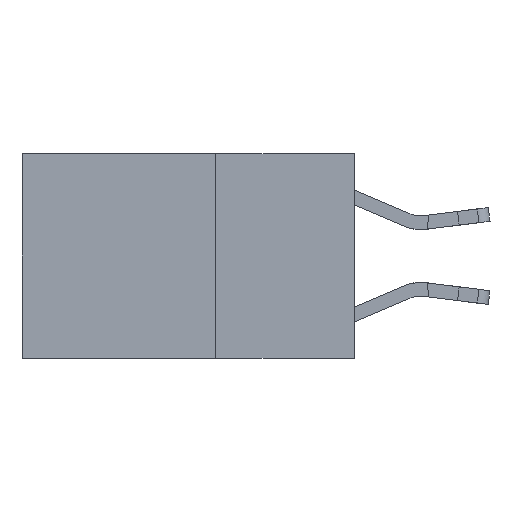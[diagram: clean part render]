
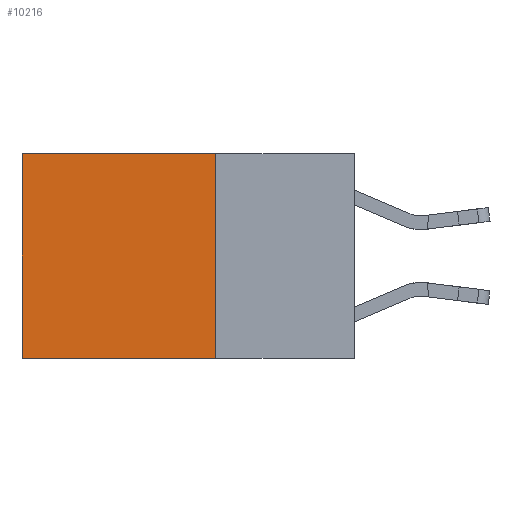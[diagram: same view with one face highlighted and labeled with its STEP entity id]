
A CAD part, left-side view. The second image highlights one B-rep face of the part: STEP entity #10216.
In plain terms, the highlighted planar face has unit normal (-1, 0, 0).
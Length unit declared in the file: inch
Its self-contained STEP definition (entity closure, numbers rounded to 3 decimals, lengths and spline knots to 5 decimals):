
#530 = ORIENTED_EDGE ( 'NONE', *, *, #4976, .T. ) ;
#1286 = FACE_OUTER_BOUND ( 'NONE', #3866, .T. ) ;
#1496 = VERTEX_POINT ( 'NONE', #12202 ) ;
#1695 = CARTESIAN_POINT ( 'NONE',  ( 0.2625, 0.25, 0. ) ) ;
#1821 = DIRECTION ( 'NONE',  ( 0., 0., -1. ) ) ;
#2588 = CARTESIAN_POINT ( 'NONE',  ( 0.2625, 0.6, -0.37 ) ) ;
#3113 = DIRECTION ( 'NONE',  ( 0., 0., -1. ) ) ;
#3383 = CARTESIAN_POINT ( 'NONE',  ( 0.2625, 0.25, 0. ) ) ;
#3866 = EDGE_LOOP ( 'NONE', ( #530, #6618, #13960, #15934 ) ) ;
#4697 = DIRECTION ( 'NONE',  ( 0., 0., -1. ) ) ;
#4969 = EDGE_CURVE ( 'NONE', #11175, #8605, #15654, .T. ) ;
#4976 = EDGE_CURVE ( 'NONE', #1496, #13764, #12041, .T. ) ;
#5432 = VECTOR ( 'NONE', #1821, 39.37008 ) ;
#5673 = LINE ( 'NONE', #9004, #8658 ) ;
#6618 = ORIENTED_EDGE ( 'NONE', *, *, #13973, .F. ) ;
#7633 = CARTESIAN_POINT ( 'NONE',  ( 0.2625, 0.25, 0. ) ) ;
#8550 = EDGE_CURVE ( 'NONE', #11175, #1496, #5673, .T. ) ;
#8605 = VERTEX_POINT ( 'NONE', #12765 ) ;
#8658 = VECTOR ( 'NONE', #16250, 39.37008 ) ;
#9004 = CARTESIAN_POINT ( 'NONE',  ( 0.2625, 0.25, 0. ) ) ;
#9572 = CARTESIAN_POINT ( 'NONE',  ( 0.2625, 0.6, 0. ) ) ;
#10216 = ADVANCED_FACE ( 'NONE', ( #1286 ), #10995, .F. ) ;
#10995 = PLANE ( 'NONE',  #15800 ) ;
#11175 = VERTEX_POINT ( 'NONE', #7633 ) ;
#12041 = LINE ( 'NONE', #9572, #14928 ) ;
#12187 = DIRECTION ( 'NONE',  ( 1., 0., 0. ) ) ;
#12202 = CARTESIAN_POINT ( 'NONE',  ( 0.2625, 0.6, 0. ) ) ;
#12765 = CARTESIAN_POINT ( 'NONE',  ( 0.2625, 0.25, -0.37 ) ) ;
#13001 = DIRECTION ( 'NONE',  ( 0., 1., 0. ) ) ;
#13058 = CARTESIAN_POINT ( 'NONE',  ( 0.2625, 0.25, -0.37 ) ) ;
#13362 = LINE ( 'NONE', #13058, #16171 ) ;
#13764 = VERTEX_POINT ( 'NONE', #2588 ) ;
#13960 = ORIENTED_EDGE ( 'NONE', *, *, #4969, .F. ) ;
#13973 = EDGE_CURVE ( 'NONE', #8605, #13764, #13362, .T. ) ;
#14928 = VECTOR ( 'NONE', #3113, 39.37008 ) ;
#15654 = LINE ( 'NONE', #1695, #5432 ) ;
#15800 = AXIS2_PLACEMENT_3D ( 'NONE', #3383, #12187, #4697 ) ;
#15934 = ORIENTED_EDGE ( 'NONE', *, *, #8550, .T. ) ;
#16171 = VECTOR ( 'NONE', #13001, 39.37008 ) ;
#16250 = DIRECTION ( 'NONE',  ( 0., 1., 0. ) ) ;
